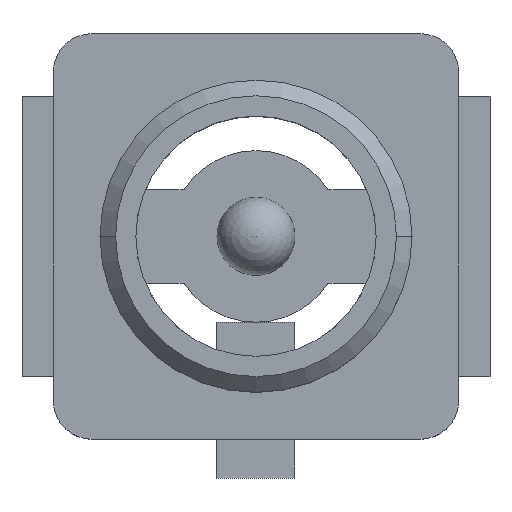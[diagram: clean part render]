
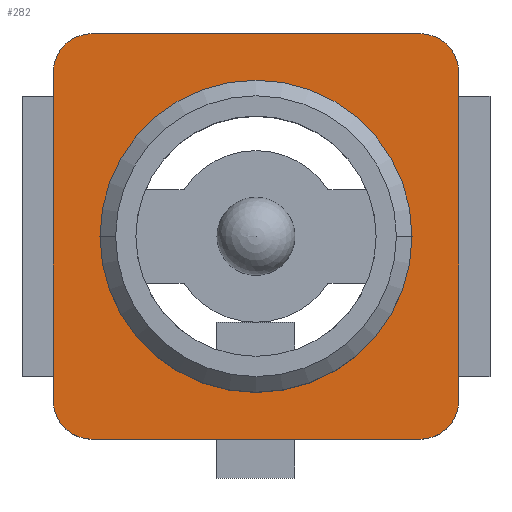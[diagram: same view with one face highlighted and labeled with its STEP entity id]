
A CAD part, top view. The second image highlights one B-rep face of the part: STEP entity #282.
In plain terms, the highlighted planar face has unit normal (0, 0, 1).
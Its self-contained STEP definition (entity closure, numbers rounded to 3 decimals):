
#36 = AXIS2_PLACEMENT_3D ( 'NONE', #1339, #2121, #1189 ) ;
#126 = CARTESIAN_POINT ( 'NONE',  ( 1.3, 0., -0.9 ) ) ;
#138 = EDGE_CURVE ( 'NONE', #1675, #2181, #1781, .T. ) ;
#171 = CARTESIAN_POINT ( 'NONE',  ( 1.3, -1.05, -0.9 ) ) ;
#180 = DIRECTION ( 'NONE',  ( 0., -1., 0. ) ) ;
#187 = EDGE_CURVE ( 'NONE', #1894, #703, #1105, .T. ) ;
#204 = ORIENTED_EDGE ( 'NONE', *, *, #1860, .T. ) ;
#217 = ORIENTED_EDGE ( 'NONE', *, *, #1209, .T. ) ;
#282 = ADVANCED_FACE ( 'NONE', ( #1934, #2099 ), #2126, .T. ) ;
#329 = CARTESIAN_POINT ( 'NONE',  ( 0., -1.3, -0.9 ) ) ;
#386 = CARTESIAN_POINT ( 'NONE',  ( 0., 0., -0.9 ) ) ;
#400 = CARTESIAN_POINT ( 'NONE',  ( 1.05, 1.05, -0.9 ) ) ;
#412 = CARTESIAN_POINT ( 'NONE',  ( -1.3, -1.05, -0.9 ) ) ;
#432 = CIRCLE ( 'NONE', #36, 1. ) ;
#492 = ORIENTED_EDGE ( 'NONE', *, *, #1942, .T. ) ;
#547 = DIRECTION ( 'NONE',  ( 1., 0., 0. ) ) ;
#574 = ORIENTED_EDGE ( 'NONE', *, *, #2415, .T. ) ;
#603 = CIRCLE ( 'NONE', #1714, 0.25 ) ;
#625 = DIRECTION ( 'NONE',  ( 0., 0., -1. ) ) ;
#682 = CIRCLE ( 'NONE', #1049, 0.25 ) ;
#703 = VERTEX_POINT ( 'NONE', #1521 ) ;
#762 = CARTESIAN_POINT ( 'NONE',  ( -1.05, 1.3, -0.9 ) ) ;
#777 = DIRECTION ( 'NONE',  ( 0., 0., 1. ) ) ;
#867 = EDGE_CURVE ( 'NONE', #901, #1894, #682, .T. ) ;
#901 = VERTEX_POINT ( 'NONE', #2404 ) ;
#907 = ORIENTED_EDGE ( 'NONE', *, *, #1130, .T. ) ;
#910 = ORIENTED_EDGE ( 'NONE', *, *, #867, .T. ) ;
#939 = LINE ( 'NONE', #329, #2045 ) ;
#948 = VERTEX_POINT ( 'NONE', #2229 ) ;
#951 = LINE ( 'NONE', #2161, #2452 ) ;
#1027 = CARTESIAN_POINT ( 'NONE',  ( 0., 0., -0.9 ) ) ;
#1049 = AXIS2_PLACEMENT_3D ( 'NONE', #1786, #1392, #2218 ) ;
#1065 = DIRECTION ( 'NONE',  ( 0., 1., 0. ) ) ;
#1088 = AXIS2_PLACEMENT_3D ( 'NONE', #386, #1125, #2345 ) ;
#1105 = LINE ( 'NONE', #126, #1742 ) ;
#1125 = DIRECTION ( 'NONE',  ( 0., 0., 1. ) ) ;
#1128 = ORIENTED_EDGE ( 'NONE', *, *, #187, .T. ) ;
#1130 = EDGE_CURVE ( 'NONE', #1347, #948, #1503, .T. ) ;
#1143 = ORIENTED_EDGE ( 'NONE', *, *, #138, .T. ) ;
#1169 = CARTESIAN_POINT ( 'NONE',  ( -1.05, 1.05, -0.9 ) ) ;
#1172 = CARTESIAN_POINT ( 'NONE',  ( 1.05, 1.3, -0.9 ) ) ;
#1189 = DIRECTION ( 'NONE',  ( -1., 0., 0. ) ) ;
#1209 = EDGE_CURVE ( 'NONE', #2253, #1233, #1261, .T. ) ;
#1226 = ORIENTED_EDGE ( 'NONE', *, *, #2145, .T. ) ;
#1229 = CARTESIAN_POINT ( 'NONE',  ( -1., 0., -0.9 ) ) ;
#1233 = VERTEX_POINT ( 'NONE', #2140 ) ;
#1261 = CIRCLE ( 'NONE', #1420, 0.25 ) ;
#1327 = DIRECTION ( 'NONE',  ( 0., 0., 1. ) ) ;
#1333 = DIRECTION ( 'NONE',  ( 1., 0., 0. ) ) ;
#1339 = CARTESIAN_POINT ( 'NONE',  ( 0., 0., -0.9 ) ) ;
#1347 = VERTEX_POINT ( 'NONE', #412 ) ;
#1356 = CARTESIAN_POINT ( 'NONE',  ( 0., 1.3, -0.9 ) ) ;
#1392 = DIRECTION ( 'NONE',  ( 0., 0., 1. ) ) ;
#1420 = AXIS2_PLACEMENT_3D ( 'NONE', #1169, #2185, #1795 ) ;
#1452 = DIRECTION ( 'NONE',  ( -1., 0., 0. ) ) ;
#1502 = ORIENTED_EDGE ( 'NONE', *, *, #2147, .T. ) ;
#1503 = CIRCLE ( 'NONE', #2324, 0.25 ) ;
#1521 = CARTESIAN_POINT ( 'NONE',  ( 1.3, 1.05, -0.9 ) ) ;
#1675 = VERTEX_POINT ( 'NONE', #1229 ) ;
#1714 = AXIS2_PLACEMENT_3D ( 'NONE', #400, #1327, #1933 ) ;
#1742 = VECTOR ( 'NONE', #1065, 1000. ) ;
#1781 = CIRCLE ( 'NONE', #2272, 1. ) ;
#1786 = CARTESIAN_POINT ( 'NONE',  ( 1.05, -1.05, -0.9 ) ) ;
#1795 = DIRECTION ( 'NONE',  ( -1., 0., 0. ) ) ;
#1837 = VECTOR ( 'NONE', #2134, 1000. ) ;
#1860 = EDGE_CURVE ( 'NONE', #703, #2186, #603, .T. ) ;
#1894 = VERTEX_POINT ( 'NONE', #171 ) ;
#1918 = CARTESIAN_POINT ( 'NONE',  ( 1., 0., -0.9 ) ) ;
#1933 = DIRECTION ( 'NONE',  ( 1., 0., 0. ) ) ;
#1934 = FACE_OUTER_BOUND ( 'NONE', #2173, .T. ) ;
#1942 = EDGE_CURVE ( 'NONE', #2186, #2253, #2333, .T. ) ;
#2045 = VECTOR ( 'NONE', #1333, 1000. ) ;
#2099 = FACE_BOUND ( 'NONE', #2414, .T. ) ;
#2121 = DIRECTION ( 'NONE',  ( 0., 0., -1. ) ) ;
#2126 = PLANE ( 'NONE',  #1088 ) ;
#2134 = DIRECTION ( 'NONE',  ( -1., 0., 0. ) ) ;
#2140 = CARTESIAN_POINT ( 'NONE',  ( -1.3, 1.05, -0.9 ) ) ;
#2145 = EDGE_CURVE ( 'NONE', #1233, #1347, #951, .T. ) ;
#2147 = EDGE_CURVE ( 'NONE', #2181, #1675, #432, .T. ) ;
#2161 = CARTESIAN_POINT ( 'NONE',  ( -1.3, 0., -0.9 ) ) ;
#2173 = EDGE_LOOP ( 'NONE', ( #1226, #907, #574, #910, #1128, #204, #492, #217 ) ) ;
#2181 = VERTEX_POINT ( 'NONE', #1918 ) ;
#2185 = DIRECTION ( 'NONE',  ( 0., 0., 1. ) ) ;
#2186 = VERTEX_POINT ( 'NONE', #1172 ) ;
#2218 = DIRECTION ( 'NONE',  ( 1., 0., 0. ) ) ;
#2229 = CARTESIAN_POINT ( 'NONE',  ( -1.05, -1.3, -0.9 ) ) ;
#2253 = VERTEX_POINT ( 'NONE', #762 ) ;
#2272 = AXIS2_PLACEMENT_3D ( 'NONE', #1027, #625, #1452 ) ;
#2324 = AXIS2_PLACEMENT_3D ( 'NONE', #2490, #777, #547 ) ;
#2333 = LINE ( 'NONE', #1356, #1837 ) ;
#2345 = DIRECTION ( 'NONE',  ( 1., 0., 0. ) ) ;
#2404 = CARTESIAN_POINT ( 'NONE',  ( 1.05, -1.3, -0.9 ) ) ;
#2414 = EDGE_LOOP ( 'NONE', ( #1143, #1502 ) ) ;
#2415 = EDGE_CURVE ( 'NONE', #948, #901, #939, .T. ) ;
#2452 = VECTOR ( 'NONE', #180, 1000. ) ;
#2490 = CARTESIAN_POINT ( 'NONE',  ( -1.05, -1.05, -0.9 ) ) ;
